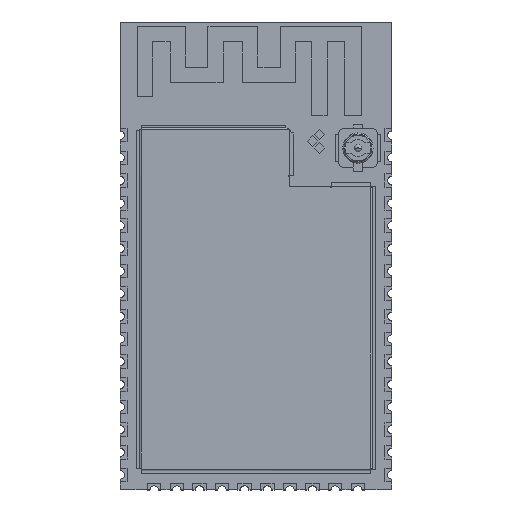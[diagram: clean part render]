
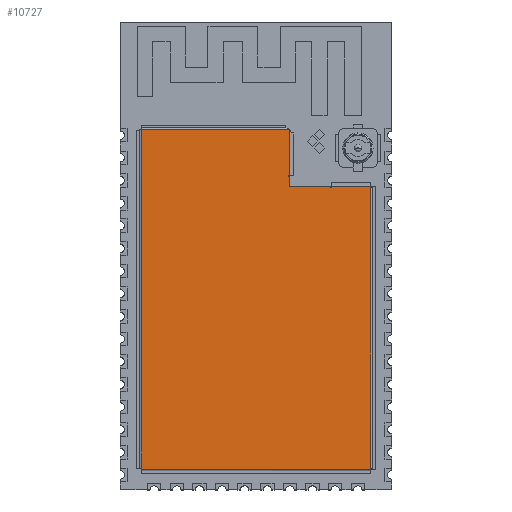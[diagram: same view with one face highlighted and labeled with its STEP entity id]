
A CAD part, top view. The second image highlights one B-rep face of the part: STEP entity #10727.
In plain terms, the highlighted planar face has unit normal (0, 0, 1).
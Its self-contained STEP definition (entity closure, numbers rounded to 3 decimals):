
#46 = ORIENTED_EDGE ( 'NONE', *, *, #18473, .F. ) ;
#83 = ORIENTED_EDGE ( 'NONE', *, *, #14933, .T. ) ;
#308 = VERTEX_POINT ( 'NONE', #27315 ) ;
#468 = CARTESIAN_POINT ( 'NONE',  ( 2.216, 5.255, 2.9 ) ) ;
#756 = EDGE_LOOP ( 'NONE', ( #30569, #46, #83, #11354, #24881, #11358, #20126, #11031, #1979, #15758, #25335, #20749, #29685, #5036, #25519, #4560, #30956, #4734 ) ) ;
#808 = DIRECTION ( 'NONE',  ( 1., 0., 0. ) ) ;
#872 = VERTEX_POINT ( 'NONE', #15586 ) ;
#1152 = LINE ( 'NONE', #9615, #7544 ) ;
#1281 = VECTOR ( 'NONE', #16026, 1000. ) ;
#1300 = CARTESIAN_POINT ( 'NONE',  ( -7.617, -14.116, 2.9 ) ) ;
#1411 = EDGE_CURVE ( 'NONE', #5900, #30485, #26155, .T. ) ;
#1798 = LINE ( 'NONE', #2853, #11241 ) ;
#1842 = FACE_OUTER_BOUND ( 'NONE', #756, .T. ) ;
#1979 = ORIENTED_EDGE ( 'NONE', *, *, #7522, .T. ) ;
#2261 = VECTOR ( 'NONE', #9480, 1000. ) ;
#2464 = VECTOR ( 'NONE', #13576, 1000. ) ;
#2537 = LINE ( 'NONE', #11380, #20599 ) ;
#2751 = VERTEX_POINT ( 'NONE', #9841 ) ;
#2825 = LINE ( 'NONE', #28857, #27351 ) ;
#2853 = CARTESIAN_POINT ( 'NONE',  ( 7.603, 0., 2.9 ) ) ;
#3285 = VECTOR ( 'NONE', #13666, 1000. ) ;
#3326 = EDGE_CURVE ( 'NONE', #27795, #10208, #19671, .T. ) ;
#3398 = DIRECTION ( 'NONE',  ( -1., 0., 0. ) ) ;
#3751 = VECTOR ( 'NONE', #20148, 1000. ) ;
#3857 = VERTEX_POINT ( 'NONE', #18928 ) ;
#4560 = ORIENTED_EDGE ( 'NONE', *, *, #7354, .T. ) ;
#4734 = ORIENTED_EDGE ( 'NONE', *, *, #26083, .T. ) ;
#5036 = ORIENTED_EDGE ( 'NONE', *, *, #15044, .T. ) ;
#5306 = DIRECTION ( 'NONE',  ( 0., 1., 0. ) ) ;
#5900 = VERTEX_POINT ( 'NONE', #8668 ) ;
#6236 = CARTESIAN_POINT ( 'NONE',  ( 0., 5.305, 2.9 ) ) ;
#6386 = DIRECTION ( 'NONE',  ( 1., 0., 0. ) ) ;
#6737 = VERTEX_POINT ( 'NONE', #18001 ) ;
#7354 = EDGE_CURVE ( 'NONE', #17628, #30485, #12347, .T. ) ;
#7371 = LINE ( 'NONE', #16565, #29336 ) ;
#7522 = EDGE_CURVE ( 'NONE', #10208, #872, #7371, .T. ) ;
#7544 = VECTOR ( 'NONE', #21708, 1000. ) ;
#8105 = LINE ( 'NONE', #6236, #2464 ) ;
#8155 = CARTESIAN_POINT ( 'NONE',  ( 4.996, 4.576, 2.9 ) ) ;
#8421 = CARTESIAN_POINT ( 'NONE',  ( 7.61, -14.122, 2.9 ) ) ;
#8644 = LINE ( 'NONE', #22991, #22579 ) ;
#8668 = CARTESIAN_POINT ( 'NONE',  ( 7.603, -14.116, 2.9 ) ) ;
#8844 = LINE ( 'NONE', #24529, #27321 ) ;
#9066 = DIRECTION ( 'NONE',  ( 0., 1., 0. ) ) ;
#9208 = PLANE ( 'NONE',  #23108 ) ;
#9231 = CARTESIAN_POINT ( 'NONE',  ( 4.946, 4.582, 2.9 ) ) ;
#9279 = EDGE_CURVE ( 'NONE', #14372, #22785, #1152, .T. ) ;
#9304 = DIRECTION ( 'NONE',  ( 0., 0., 1. ) ) ;
#9480 = DIRECTION ( 'NONE',  ( 0., 1., 0. ) ) ;
#9615 = CARTESIAN_POINT ( 'NONE',  ( 0., 5.255, 2.9 ) ) ;
#9619 = CARTESIAN_POINT ( 'NONE',  ( 0., 0., 2.9 ) ) ;
#9788 = DIRECTION ( 'NONE',  ( -1., 0., 0. ) ) ;
#9815 = EDGE_CURVE ( 'NONE', #3857, #17628, #27965, .T. ) ;
#9825 = VERTEX_POINT ( 'NONE', #29078 ) ;
#9841 = CARTESIAN_POINT ( 'NONE',  ( 2.209, 5.305, 2.9 ) ) ;
#10208 = VERTEX_POINT ( 'NONE', #9231 ) ;
#10474 = EDGE_CURVE ( 'NONE', #872, #14372, #23765, .T. ) ;
#10727 = ADVANCED_FACE ( 'NONE', ( #1842 ), #9208, .T. ) ;
#11031 = ORIENTED_EDGE ( 'NONE', *, *, #3326, .T. ) ;
#11181 = VECTOR ( 'NONE', #808, 1000. ) ;
#11241 = VECTOR ( 'NONE', #24703, 1000. ) ;
#11354 = ORIENTED_EDGE ( 'NONE', *, *, #14484, .T. ) ;
#11358 = ORIENTED_EDGE ( 'NONE', *, *, #30983, .T. ) ;
#11380 = CARTESIAN_POINT ( 'NONE',  ( 7.603, 0., 2.9 ) ) ;
#12347 = LINE ( 'NONE', #28175, #3285 ) ;
#13240 = EDGE_CURVE ( 'NONE', #23275, #27795, #15861, .T. ) ;
#13576 = DIRECTION ( 'NONE',  ( 1., 0., 0. ) ) ;
#13666 = DIRECTION ( 'NONE',  ( 0., -1., 0. ) ) ;
#13994 = CARTESIAN_POINT ( 'NONE',  ( 7.603, -14.066, 2.9 ) ) ;
#14047 = VECTOR ( 'NONE', #15509, 1000. ) ;
#14146 = LINE ( 'NONE', #8421, #1281 ) ;
#14372 = VERTEX_POINT ( 'NONE', #468 ) ;
#14413 = LINE ( 'NONE', #28867, #2261 ) ;
#14484 = EDGE_CURVE ( 'NONE', #15426, #308, #2537, .T. ) ;
#14933 = EDGE_CURVE ( 'NONE', #26693, #15426, #2825, .T. ) ;
#15012 = DIRECTION ( 'NONE',  ( -1., 0., 0. ) ) ;
#15023 = DIRECTION ( 'NONE',  ( 0., 1., 0. ) ) ;
#15044 = EDGE_CURVE ( 'NONE', #2751, #3857, #8844, .T. ) ;
#15426 = VERTEX_POINT ( 'NONE', #28705 ) ;
#15509 = DIRECTION ( 'NONE',  ( 0., 1., 0. ) ) ;
#15586 = CARTESIAN_POINT ( 'NONE',  ( 2.216, 4.582, 2.9 ) ) ;
#15758 = ORIENTED_EDGE ( 'NONE', *, *, #10474, .T. ) ;
#15861 = LINE ( 'NONE', #17742, #3751 ) ;
#16026 = DIRECTION ( 'NONE',  ( 0., -1., 0. ) ) ;
#16565 = CARTESIAN_POINT ( 'NONE',  ( 2.216, 4.582, 2.9 ) ) ;
#16935 = DIRECTION ( 'NONE',  ( -1., 0., 0. ) ) ;
#17533 = EDGE_CURVE ( 'NONE', #6737, #2751, #8105, .T. ) ;
#17592 = LINE ( 'NONE', #29704, #11181 ) ;
#17628 = VERTEX_POINT ( 'NONE', #21206 ) ;
#17669 = VECTOR ( 'NONE', #28360, 1000. ) ;
#17742 = CARTESIAN_POINT ( 'NONE',  ( 0., 4.526, 2.9 ) ) ;
#18001 = CARTESIAN_POINT ( 'NONE',  ( 2.159, 5.305, 2.9 ) ) ;
#18060 = LINE ( 'NONE', #23312, #17669 ) ;
#18473 = EDGE_CURVE ( 'NONE', #26693, #9825, #14146, .T. ) ;
#18928 = CARTESIAN_POINT ( 'NONE',  ( 2.209, 8.376, 2.9 ) ) ;
#19298 = VERTEX_POINT ( 'NONE', #13994 ) ;
#19422 = CARTESIAN_POINT ( 'NONE',  ( -7.617, -14.116, 2.9 ) ) ;
#19507 = CARTESIAN_POINT ( 'NONE',  ( 4.946, 4.526, 2.9 ) ) ;
#19576 = CARTESIAN_POINT ( 'NONE',  ( 7.61, 4.526, 2.9 ) ) ;
#19671 = LINE ( 'NONE', #29967, #14047 ) ;
#20075 = EDGE_CURVE ( 'NONE', #19298, #9825, #17592, .T. ) ;
#20126 = ORIENTED_EDGE ( 'NONE', *, *, #13240, .T. ) ;
#20148 = DIRECTION ( 'NONE',  ( -1., 0., 0. ) ) ;
#20599 = VECTOR ( 'NONE', #9066, 1000. ) ;
#20749 = ORIENTED_EDGE ( 'NONE', *, *, #28160, .T. ) ;
#21206 = CARTESIAN_POINT ( 'NONE',  ( -7.617, 8.376, 2.9 ) ) ;
#21581 = CARTESIAN_POINT ( 'NONE',  ( 0., 8.376, 2.9 ) ) ;
#21708 = DIRECTION ( 'NONE',  ( -1., 0., 0. ) ) ;
#21967 = VERTEX_POINT ( 'NONE', #8155 ) ;
#22579 = VECTOR ( 'NONE', #6386, 1000. ) ;
#22785 = VERTEX_POINT ( 'NONE', #23364 ) ;
#22991 = CARTESIAN_POINT ( 'NONE',  ( 0., 4.576, 2.9 ) ) ;
#23005 = VECTOR ( 'NONE', #15023, 1000. ) ;
#23108 = AXIS2_PLACEMENT_3D ( 'NONE', #9619, #9304, #24054 ) ;
#23275 = VERTEX_POINT ( 'NONE', #29875 ) ;
#23312 = CARTESIAN_POINT ( 'NONE',  ( 4.996, 0., 2.9 ) ) ;
#23364 = CARTESIAN_POINT ( 'NONE',  ( 2.159, 5.255, 2.9 ) ) ;
#23765 = LINE ( 'NONE', #25467, #23005 ) ;
#24054 = DIRECTION ( 'NONE',  ( 1., 0., 0. ) ) ;
#24529 = CARTESIAN_POINT ( 'NONE',  ( 2.209, 0., 2.9 ) ) ;
#24703 = DIRECTION ( 'NONE',  ( 0., 1., 0. ) ) ;
#24881 = ORIENTED_EDGE ( 'NONE', *, *, #30856, .F. ) ;
#25335 = ORIENTED_EDGE ( 'NONE', *, *, #9279, .T. ) ;
#25467 = CARTESIAN_POINT ( 'NONE',  ( 2.216, 5.305, 2.9 ) ) ;
#25519 = ORIENTED_EDGE ( 'NONE', *, *, #9815, .T. ) ;
#26083 = EDGE_CURVE ( 'NONE', #5900, #19298, #1798, .T. ) ;
#26155 = LINE ( 'NONE', #1300, #30720 ) ;
#26693 = VERTEX_POINT ( 'NONE', #19576 ) ;
#26826 = VECTOR ( 'NONE', #9788, 1000. ) ;
#27315 = CARTESIAN_POINT ( 'NONE',  ( 7.603, 4.576, 2.9 ) ) ;
#27321 = VECTOR ( 'NONE', #5306, 1000. ) ;
#27351 = VECTOR ( 'NONE', #16935, 1000. ) ;
#27795 = VERTEX_POINT ( 'NONE', #19507 ) ;
#27965 = LINE ( 'NONE', #21581, #26826 ) ;
#28160 = EDGE_CURVE ( 'NONE', #22785, #6737, #14413, .T. ) ;
#28175 = CARTESIAN_POINT ( 'NONE',  ( -7.617, 0., 2.9 ) ) ;
#28360 = DIRECTION ( 'NONE',  ( 0., -1., 0. ) ) ;
#28705 = CARTESIAN_POINT ( 'NONE',  ( 7.603, 4.526, 2.9 ) ) ;
#28857 = CARTESIAN_POINT ( 'NONE',  ( 0., 4.526, 2.9 ) ) ;
#28867 = CARTESIAN_POINT ( 'NONE',  ( 2.159, 0., 2.9 ) ) ;
#29078 = CARTESIAN_POINT ( 'NONE',  ( 7.61, -14.066, 2.9 ) ) ;
#29336 = VECTOR ( 'NONE', #15012, 1000. ) ;
#29685 = ORIENTED_EDGE ( 'NONE', *, *, #17533, .T. ) ;
#29704 = CARTESIAN_POINT ( 'NONE',  ( 0., -14.066, 2.9 ) ) ;
#29875 = CARTESIAN_POINT ( 'NONE',  ( 4.996, 4.526, 2.9 ) ) ;
#29967 = CARTESIAN_POINT ( 'NONE',  ( 4.946, 0., 2.9 ) ) ;
#30485 = VERTEX_POINT ( 'NONE', #19422 ) ;
#30569 = ORIENTED_EDGE ( 'NONE', *, *, #20075, .T. ) ;
#30720 = VECTOR ( 'NONE', #3398, 1000. ) ;
#30856 = EDGE_CURVE ( 'NONE', #21967, #308, #8644, .T. ) ;
#30956 = ORIENTED_EDGE ( 'NONE', *, *, #1411, .F. ) ;
#30983 = EDGE_CURVE ( 'NONE', #21967, #23275, #18060, .T. ) ;
